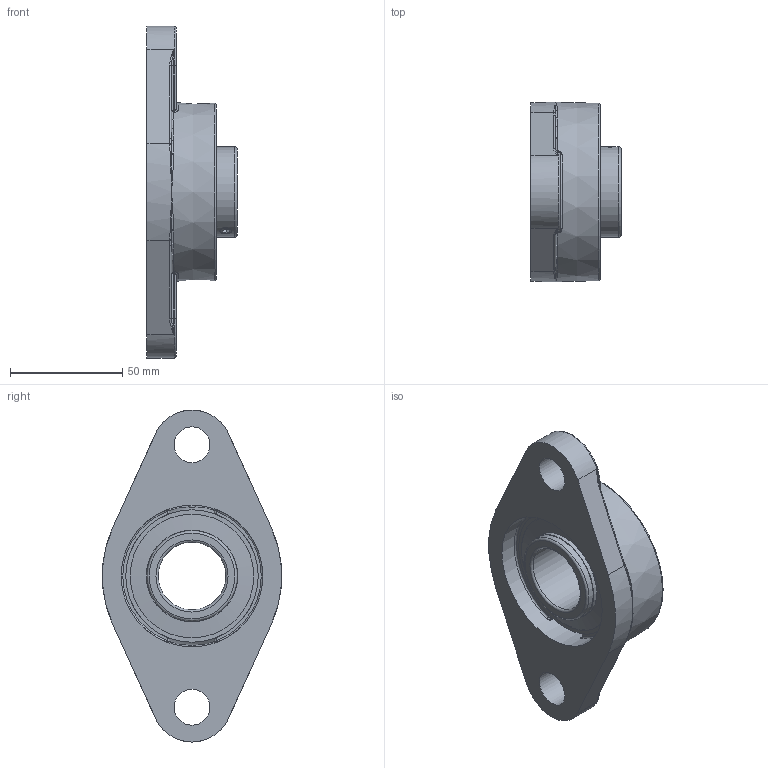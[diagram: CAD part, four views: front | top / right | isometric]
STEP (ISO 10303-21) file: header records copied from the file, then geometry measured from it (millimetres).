
FILE_DESCRIPTION(/* description */ ('Alibre Inc.'),/* implementation_level */ '2;1');
FILE_NAME(/* name */ 'export-E3C254DC-F911-431A-BA7E-107B349C8278',/* time_stamp */ '2020-05-29T09:26:39-07:00',/* author */ (''),/* organization */ (''),/* preprocessor_version */ 'ST-DEVELOPER v17',/* originating_system */ 'Alibre',/* authorisation */ '');
FILE_SCHEMA (('CONFIG_CONTROL_DESIGN'));
Length unit declared in the file: inch
Bounding box: 40.2 x 80 x 148 mm (x, y, z)
Volume: 127179.2 mm3; surface area: 51131.5 mm2
Topology: 16 solids, 16 shells, 187 faces, 454 edges, 273 vertices
Faces by surface type: plane 52, cylinder 48, bspline 42, torus 21, sphere 16, cone 8
Full cylindrical faces by diameter (mm): 5.359 x2, 16 x2, 30.163 x1, 40.259 x2, 40.284 x2, 40.792 x2, 55.093 x2, 55.118 x2, 62.017 x1, 63.21 x1, 70.35 x1
Entity records: 10374 total; most frequent: CARTESIAN_POINT 6285, ORIENTED_EDGE 664, DIRECTION 606, EDGE_CURVE 332, AXIS2_PLACEMENT_3D 290, FACE_BOUND 230, VERTEX_POINT 226, EDGE_LOOP 221
